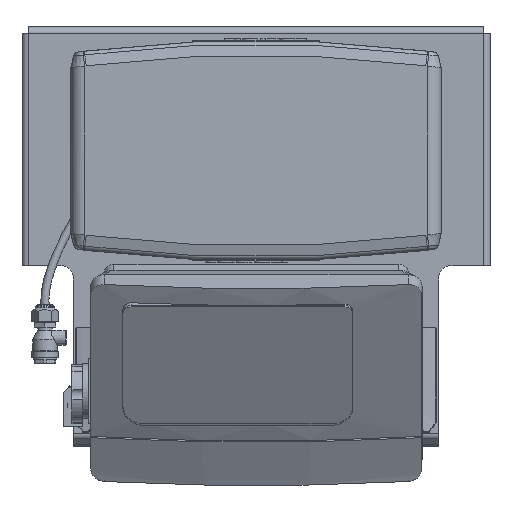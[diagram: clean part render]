
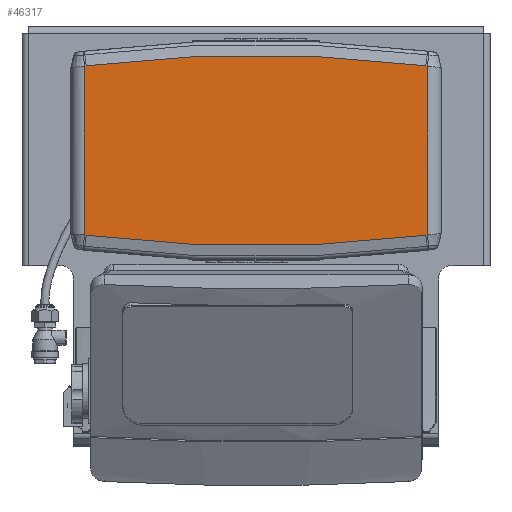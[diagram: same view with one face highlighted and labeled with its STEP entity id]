
A CAD part, top view. The second image highlights one B-rep face of the part: STEP entity #46317.
In plain terms, the highlighted planar face has unit normal (0, 0, 1).
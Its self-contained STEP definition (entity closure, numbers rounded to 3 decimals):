
#1019=B_SPLINE_CURVE_WITH_KNOTS('',3,(#72105,#72106,#72107,#72108),
 .UNSPECIFIED.,.F.,.F.,(4,4),(-6.354,-6.167),
 .UNSPECIFIED.);
#1020=B_SPLINE_CURVE_WITH_KNOTS('',3,(#72131,#72132,#72133,#72134),
 .UNSPECIFIED.,.F.,.F.,(4,4),(-2.305,-2.117),
 .UNSPECIFIED.);
#1023=B_SPLINE_CURVE_WITH_KNOTS('',3,(#72342,#72343,#72344,#72345),
 .UNSPECIFIED.,.F.,.F.,(4,4),(-6.354,-6.167),
 .UNSPECIFIED.);
#1025=B_SPLINE_CURVE_WITH_KNOTS('',3,(#72480,#72481,#72482,#72483),
 .UNSPECIFIED.,.F.,.F.,(4,4),(-2.305,-2.117),
 .UNSPECIFIED.);
#1440=CIRCLE('',#49587,1379.962);
#1441=CIRCLE('',#49590,1379.962);
#4215=FACE_OUTER_BOUND('',#7076,.T.);
#7076=EDGE_LOOP('',(#32713,#32714,#32715,#32716,#32717,#32718,#32719,#32720));
#10711=LINE('',#72519,#15381);
#10712=LINE('',#72521,#15382);
#15381=VECTOR('',#55335,10.);
#15382=VECTOR('',#55338,10.);
#20167=VERTEX_POINT('',#72075);
#20168=VERTEX_POINT('',#72103);
#20169=VERTEX_POINT('',#72110);
#20170=VERTEX_POINT('',#72129);
#20171=VERTEX_POINT('',#72308);
#20172=VERTEX_POINT('',#72321);
#20173=VERTEX_POINT('',#72323);
#20174=VERTEX_POINT('',#72386);
#25082=EDGE_CURVE('',#20168,#20167,#1019,.T.);
#25084=EDGE_CURVE('',#20169,#20168,#1440,.T.);
#25086=EDGE_CURVE('',#20170,#20169,#1020,.T.);
#25093=EDGE_CURVE('',#20172,#20173,#1441,.T.);
#25095=EDGE_CURVE('',#20173,#20171,#1023,.T.);
#25099=EDGE_CURVE('',#20174,#20172,#1025,.T.);
#25101=EDGE_CURVE('',#20167,#20174,#10711,.T.);
#25102=EDGE_CURVE('',#20171,#20170,#10712,.T.);
#32713=ORIENTED_EDGE('',*,*,#25082,.F.);
#32714=ORIENTED_EDGE('',*,*,#25084,.F.);
#32715=ORIENTED_EDGE('',*,*,#25086,.F.);
#32716=ORIENTED_EDGE('',*,*,#25102,.F.);
#32717=ORIENTED_EDGE('',*,*,#25095,.F.);
#32718=ORIENTED_EDGE('',*,*,#25093,.F.);
#32719=ORIENTED_EDGE('',*,*,#25099,.F.);
#32720=ORIENTED_EDGE('',*,*,#25101,.F.);
#44241=PLANE('',#49594);
#46317=ADVANCED_FACE('',(#4215),#44241,.T.);
#49587=AXIS2_PLACEMENT_3D('',#72112,#55312,#55313);
#49590=AXIS2_PLACEMENT_3D('',#72324,#55323,#55324);
#49594=AXIS2_PLACEMENT_3D('',#72520,#55336,#55337);
#55312=DIRECTION('center_axis',(0.,0.,-1.));
#55313=DIRECTION('ref_axis',(0.136,0.991,0.));
#55323=DIRECTION('center_axis',(0.,0.,-1.));
#55324=DIRECTION('ref_axis',(-0.136,-0.991,0.));
#55335=DIRECTION('',(0.,-1.,0.));
#55336=DIRECTION('center_axis',(0.,0.,1.));
#55337=DIRECTION('ref_axis',(1.,0.,0.));
#55338=DIRECTION('',(0.,1.,0.));
#72075=CARTESIAN_POINT('',(176.002,376.731,324.));
#72103=CARTESIAN_POINT('',(174.109,376.973,324.));
#72105=CARTESIAN_POINT('Ctrl Pts',(174.109,376.973,324.));
#72106=CARTESIAN_POINT('Ctrl Pts',(174.723,376.894,324.));
#72107=CARTESIAN_POINT('Ctrl Pts',(175.352,376.814,324.));
#72108=CARTESIAN_POINT('Ctrl Pts',(176.002,376.731,324.));
#72110=CARTESIAN_POINT('',(-174.106,376.973,324.));
#72112=CARTESIAN_POINT('Origin',(0.002,-991.962,
324.));
#72129=CARTESIAN_POINT('',(-175.998,376.731,324.));
#72131=CARTESIAN_POINT('Ctrl Pts',(-175.998,376.731,324.));
#72132=CARTESIAN_POINT('Ctrl Pts',(-175.349,376.814,324.));
#72133=CARTESIAN_POINT('Ctrl Pts',(-174.72,376.894,324.));
#72134=CARTESIAN_POINT('Ctrl Pts',(-174.106,376.973,324.));
#72308=CARTESIAN_POINT('',(-175.998,203.269,324.));
#72321=CARTESIAN_POINT('',(174.109,203.027,324.));
#72323=CARTESIAN_POINT('',(-174.106,203.027,324.));
#72324=CARTESIAN_POINT('Origin',(0.002,1571.962,324.));
#72342=CARTESIAN_POINT('Ctrl Pts',(-174.106,203.027,324.));
#72343=CARTESIAN_POINT('Ctrl Pts',(-174.72,203.106,324.));
#72344=CARTESIAN_POINT('Ctrl Pts',(-175.349,203.186,324.));
#72345=CARTESIAN_POINT('Ctrl Pts',(-175.998,203.269,324.));
#72386=CARTESIAN_POINT('',(176.002,203.269,324.));
#72480=CARTESIAN_POINT('Ctrl Pts',(176.002,203.269,324.));
#72481=CARTESIAN_POINT('Ctrl Pts',(175.352,203.186,324.));
#72482=CARTESIAN_POINT('Ctrl Pts',(174.723,203.106,324.));
#72483=CARTESIAN_POINT('Ctrl Pts',(174.109,203.027,324.));
#72519=CARTESIAN_POINT('',(176.002,240.,324.));
#72520=CARTESIAN_POINT('Origin',(91.591,290.,324.));
#72521=CARTESIAN_POINT('',(-175.998,340.,324.));
